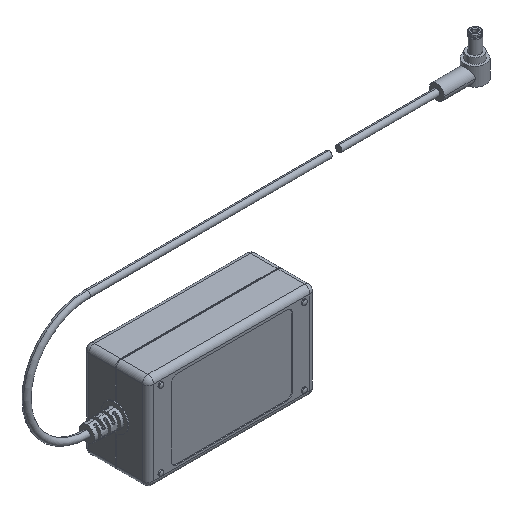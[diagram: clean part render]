
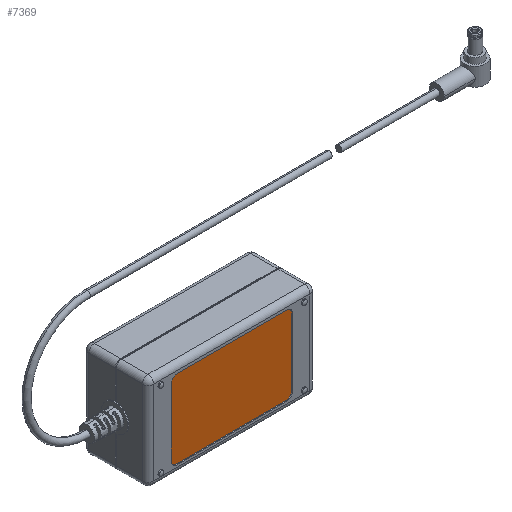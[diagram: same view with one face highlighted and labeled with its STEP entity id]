
A CAD part, isometric view. The second image highlights one B-rep face of the part: STEP entity #7369.
In plain terms, the highlighted planar face has unit normal (0, -1, 0).
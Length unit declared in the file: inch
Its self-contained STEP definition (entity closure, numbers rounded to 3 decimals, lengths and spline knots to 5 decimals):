
#149 = CARTESIAN_POINT ( 'NONE',  ( 1.13484, -0.64945, -0.8159 ) ) ;
#198 = VERTEX_POINT ( 'NONE', #1257 ) ;
#230 = DIRECTION ( 'NONE',  ( 1., 0., 0. ) ) ;
#258 = EDGE_CURVE ( 'NONE', #2691, #8186, #5083, .T. ) ;
#406 = CARTESIAN_POINT ( 'NONE',  ( -1.25236, -0.64945, -0.6909 ) ) ;
#446 = EDGE_LOOP ( 'NONE', ( #5573, #2077, #2493, #6884, #7688, #5340, #3341, #5898 ) ) ;
#523 = VERTEX_POINT ( 'NONE', #149 ) ;
#552 = DIRECTION ( 'NONE',  ( 0., -1., 0. ) ) ;
#634 = CARTESIAN_POINT ( 'NONE',  ( 1.13484, -0.64945, 0.6911 ) ) ;
#899 = AXIS2_PLACEMENT_3D ( 'NONE', #2260, #3526, #5606 ) ;
#942 = CARTESIAN_POINT ( 'NONE',  ( -1.12736, -0.64945, 0.8161 ) ) ;
#1257 = CARTESIAN_POINT ( 'NONE',  ( -1.12736, -0.64945, -0.8159 ) ) ;
#1296 = CARTESIAN_POINT ( 'NONE',  ( -1.12736, -0.64945, -0.6909 ) ) ;
#1297 = DIRECTION ( 'NONE',  ( 0., -1., 0. ) ) ;
#1405 = CARTESIAN_POINT ( 'NONE',  ( 1.25984, -0.64945, 0.6911 ) ) ;
#1410 = EDGE_CURVE ( 'NONE', #3001, #2947, #8018, .T. ) ;
#1505 = VECTOR ( 'NONE', #6200, 39.37008 ) ;
#1624 = CARTESIAN_POINT ( 'NONE',  ( -1.12736, -0.64945, -0.8159 ) ) ;
#1868 = VERTEX_POINT ( 'NONE', #406 ) ;
#2077 = ORIENTED_EDGE ( 'NONE', *, *, #6827, .T. ) ;
#2118 = VERTEX_POINT ( 'NONE', #2974 ) ;
#2260 = CARTESIAN_POINT ( 'NONE',  ( 1.13484, -0.64945, -0.6909 ) ) ;
#2493 = ORIENTED_EDGE ( 'NONE', *, *, #258, .T. ) ;
#2580 = LINE ( 'NONE', #1624, #2621 ) ;
#2621 = VECTOR ( 'NONE', #230, 39.37008 ) ;
#2691 = VERTEX_POINT ( 'NONE', #1405 ) ;
#2835 = CIRCLE ( 'NONE', #899, 0.125 ) ;
#2947 = VERTEX_POINT ( 'NONE', #5909 ) ;
#2974 = CARTESIAN_POINT ( 'NONE',  ( 1.25984, -0.64945, -0.6909 ) ) ;
#3001 = VERTEX_POINT ( 'NONE', #7294 ) ;
#3259 = EDGE_CURVE ( 'NONE', #1868, #198, #5779, .T. ) ;
#3341 = ORIENTED_EDGE ( 'NONE', *, *, #3259, .T. ) ;
#3526 = DIRECTION ( 'NONE',  ( 0., -1., 0. ) ) ;
#3681 = CARTESIAN_POINT ( 'NONE',  ( -1.25236, -0.64945, -0.6909 ) ) ;
#3817 = DIRECTION ( 'NONE',  ( 0., 0., 1. ) ) ;
#3948 = DIRECTION ( 'NONE',  ( 0., 0., -1. ) ) ;
#4063 = PLANE ( 'NONE',  #6096 ) ;
#4289 = CARTESIAN_POINT ( 'NONE',  ( 1.25984, -0.64945, 0.6911 ) ) ;
#4398 = AXIS2_PLACEMENT_3D ( 'NONE', #634, #552, #3817 ) ;
#4795 = EDGE_CURVE ( 'NONE', #8186, #3001, #7541, .T. ) ;
#4855 = DIRECTION ( 'NONE',  ( -1., 0., 0. ) ) ;
#5083 = CIRCLE ( 'NONE', #4398, 0.125 ) ;
#5340 = ORIENTED_EDGE ( 'NONE', *, *, #7285, .T. ) ;
#5356 = FACE_OUTER_BOUND ( 'NONE', #446, .T. ) ;
#5394 = VECTOR ( 'NONE', #6334, 39.37008 ) ;
#5482 = EDGE_CURVE ( 'NONE', #523, #2118, #2835, .T. ) ;
#5573 = ORIENTED_EDGE ( 'NONE', *, *, #5482, .T. ) ;
#5606 = DIRECTION ( 'NONE',  ( 0., 0., -1. ) ) ;
#5779 = CIRCLE ( 'NONE', #7989, 0.125 ) ;
#5898 = ORIENTED_EDGE ( 'NONE', *, *, #7498, .T. ) ;
#5908 = DIRECTION ( 'NONE',  ( 0., 0., -1. ) ) ;
#5909 = CARTESIAN_POINT ( 'NONE',  ( -1.25236, -0.64945, 0.6911 ) ) ;
#5957 = CARTESIAN_POINT ( 'NONE',  ( -1.12736, -0.64945, 0.6911 ) ) ;
#6096 = AXIS2_PLACEMENT_3D ( 'NONE', #7902, #1297, #3948 ) ;
#6200 = DIRECTION ( 'NONE',  ( 0., 0., 1. ) ) ;
#6334 = DIRECTION ( 'NONE',  ( 0., 0., -1. ) ) ;
#6429 = LINE ( 'NONE', #3681, #5394 ) ;
#6641 = AXIS2_PLACEMENT_3D ( 'NONE', #5957, #8558, #5908 ) ;
#6645 = DIRECTION ( 'NONE',  ( 0., 0., 1. ) ) ;
#6827 = EDGE_CURVE ( 'NONE', #2118, #2691, #7404, .T. ) ;
#6884 = ORIENTED_EDGE ( 'NONE', *, *, #4795, .T. ) ;
#7285 = EDGE_CURVE ( 'NONE', #2947, #1868, #6429, .T. ) ;
#7294 = CARTESIAN_POINT ( 'NONE',  ( -1.12736, -0.64945, 0.8161 ) ) ;
#7369 = ADVANCED_FACE ( 'NONE', ( #5356 ), #4063, .T. ) ;
#7404 = LINE ( 'NONE', #4289, #1505 ) ;
#7498 = EDGE_CURVE ( 'NONE', #198, #523, #2580, .T. ) ;
#7541 = LINE ( 'NONE', #942, #8331 ) ;
#7688 = ORIENTED_EDGE ( 'NONE', *, *, #1410, .T. ) ;
#7812 = DIRECTION ( 'NONE',  ( 0., -1., 0. ) ) ;
#7902 = CARTESIAN_POINT ( 'NONE',  ( 1.13484, -0.64945, -0.6909 ) ) ;
#7989 = AXIS2_PLACEMENT_3D ( 'NONE', #1296, #7812, #6645 ) ;
#8018 = CIRCLE ( 'NONE', #6641, 0.125 ) ;
#8186 = VERTEX_POINT ( 'NONE', #8518 ) ;
#8331 = VECTOR ( 'NONE', #4855, 39.37008 ) ;
#8518 = CARTESIAN_POINT ( 'NONE',  ( 1.13484, -0.64945, 0.8161 ) ) ;
#8558 = DIRECTION ( 'NONE',  ( 0., -1., 0. ) ) ;
